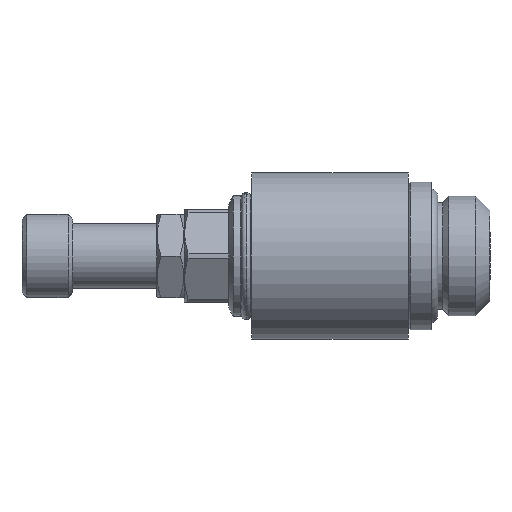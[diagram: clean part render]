
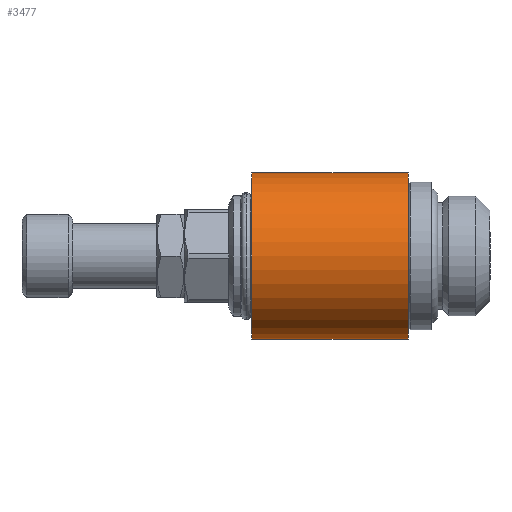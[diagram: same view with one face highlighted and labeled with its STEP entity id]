
A CAD part, left-side view. The second image highlights one B-rep face of the part: STEP entity #3477.
In plain terms, the highlighted cylindrical face has radius 9 mm (diameter 18 mm), a partial arc.
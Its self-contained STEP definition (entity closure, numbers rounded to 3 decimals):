
#1122 = DIRECTION ( 'NONE',  ( 0., 0., -1. ) ) ;
#1123 = DIRECTION ( 'NONE',  ( 0., -1., 0. ) ) ;
#1124 = CARTESIAN_POINT ( 'NONE',  ( 0., 9.2, 0. ) ) ;
#1125 = AXIS2_PLACEMENT_3D ( 'NONE', #1124, #1123, #1122 ) ;
#1126 = CIRCLE ( 'NONE', #1125, 9. ) ;
#1135 = FACE_OUTER_BOUND ( 'NONE', #3464, .T. ) ;
#1139 = DIRECTION ( 'NONE',  ( 0., 0., 1. ) ) ;
#1140 = AXIS2_PLACEMENT_3D ( 'NONE', #1146, #1141, #1139 ) ;
#1141 = DIRECTION ( 'NONE',  ( 0., 1., 0. ) ) ;
#1146 = CARTESIAN_POINT ( 'NONE',  ( 0., 32.286, 0. ) ) ;
#1147 = CYLINDRICAL_SURFACE ( 'NONE', #1140, 9. ) ;
#1168 = DIRECTION ( 'NONE',  ( 0., 0., 1. ) ) ;
#1172 = CARTESIAN_POINT ( 'NONE',  ( 0., 26.2, 0. ) ) ;
#1175 = DIRECTION ( 'NONE',  ( 0., 1., 0. ) ) ;
#1178 = AXIS2_PLACEMENT_3D ( 'NONE', #1172, #1175, #1168 ) ;
#1179 = CIRCLE ( 'NONE', #1178, 9. ) ;
#1541 = CARTESIAN_POINT ( 'NONE',  ( 0., 9.2, 9. ) ) ;
#1542 = CARTESIAN_POINT ( 'NONE',  ( 0., 9.2, -9. ) ) ;
#2078 = CARTESIAN_POINT ( 'NONE',  ( 0., 26.2, -9. ) ) ;
#2190 = CARTESIAN_POINT ( 'NONE',  ( 0., 26.2, 9. ) ) ;
#2200 = VECTOR ( 'NONE', #2210, 1000. ) ;
#2201 = CARTESIAN_POINT ( 'NONE',  ( 0., 32.286, 9. ) ) ;
#2202 = LINE ( 'NONE', #2201, #2200 ) ;
#2210 = DIRECTION ( 'NONE',  ( 0., 1., 0. ) ) ;
#2227 = DIRECTION ( 'NONE',  ( 0., 1., 0. ) ) ;
#2228 = VECTOR ( 'NONE', #2227, 1000. ) ;
#2229 = CARTESIAN_POINT ( 'NONE',  ( 0., 32.286, -9. ) ) ;
#2239 = LINE ( 'NONE', #2229, #2228 ) ;
#2815 = VERTEX_POINT ( 'NONE', #1542 ) ;
#2816 = VERTEX_POINT ( 'NONE', #1541 ) ;
#2859 = VERTEX_POINT ( 'NONE', #2078 ) ;
#2909 = VERTEX_POINT ( 'NONE', #2190 ) ;
#2911 = EDGE_CURVE ( 'NONE', #2816, #2909, #2202, .T. ) ;
#2926 = EDGE_CURVE ( 'NONE', #2815, #2859, #2239, .T. ) ;
#3386 = EDGE_CURVE ( 'NONE', #2859, #2909, #1179, .T. ) ;
#3416 = ORIENTED_EDGE ( 'NONE', *, *, #2926, .F. ) ;
#3417 = ORIENTED_EDGE ( 'NONE', *, *, #3467, .F. ) ;
#3464 = EDGE_LOOP ( 'NONE', ( #3416, #3417, #3466, #3465 ) ) ;
#3465 = ORIENTED_EDGE ( 'NONE', *, *, #3386, .F. ) ;
#3466 = ORIENTED_EDGE ( 'NONE', *, *, #2911, .T. ) ;
#3467 = EDGE_CURVE ( 'NONE', #2816, #2815, #1126, .T. ) ;
#3477 = ADVANCED_FACE ( 'NONE', ( #1135 ), #1147, .T. ) ;
